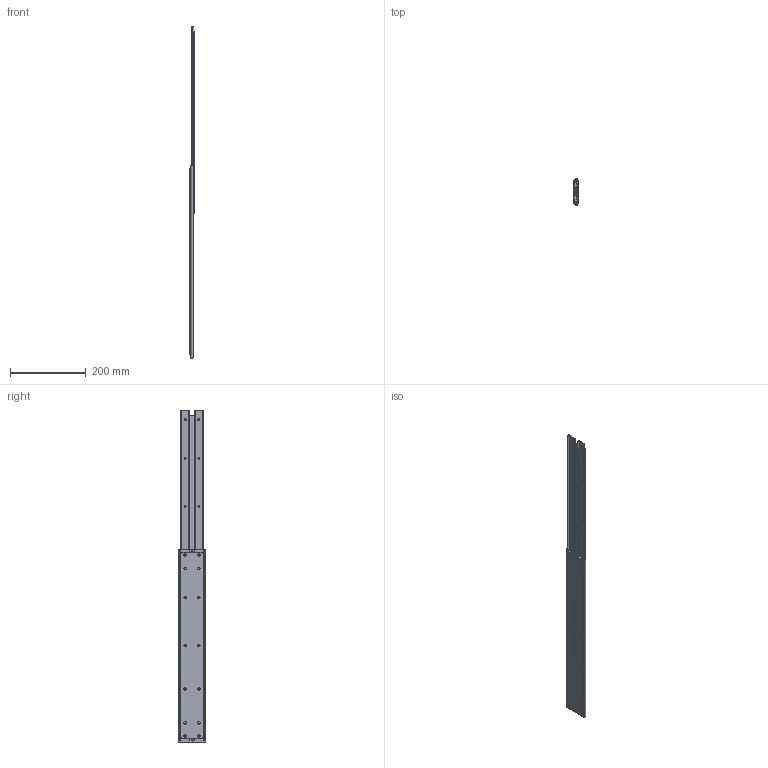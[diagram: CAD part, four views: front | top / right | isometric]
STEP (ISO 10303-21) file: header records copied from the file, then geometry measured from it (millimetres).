
FILE_DESCRIPTION (( 'STEP AP203' ), '1' );
FILE_NAME ('U61_20.STEP', '2022-04-18T08:18:59', ( '' ), ( '' ), 'SwSTEP 2.0', 'SolidWorks 2019', '' );
FILE_SCHEMA (( 'CONFIG_CONTROL_DESIGN' ));
Length unit declared in the file: millimetre
Products named in the file (5): IM-20継板  ; OM-20継板 ; U61_20; OM U61-20; IM U61-20
Assembly tree (6 placements, depth 2):
  U61_20
    OM U61-20  x2
    OM-20継板 
    IM U61-20  x2
    IM-20継板  
Bounding box: 12.5 x 71.18 x 874.35 mm (x, y, z)
Volume: 204982 mm3; surface area: 284568.7 mm2
Topology: 6 solids, 6 shells, 346 faces, 998 edges, 664 vertices
Faces by surface type: cylinder 198, plane 148
Entity records: 8232 total; most frequent: CARTESIAN_POINT 1483, DIRECTION 1331, ORIENTED_EDGE 1274, EDGE_CURVE 637, AXIS2_PLACEMENT_3D 496, VERTEX_POINT 424, LINE 339, VECTOR 339
